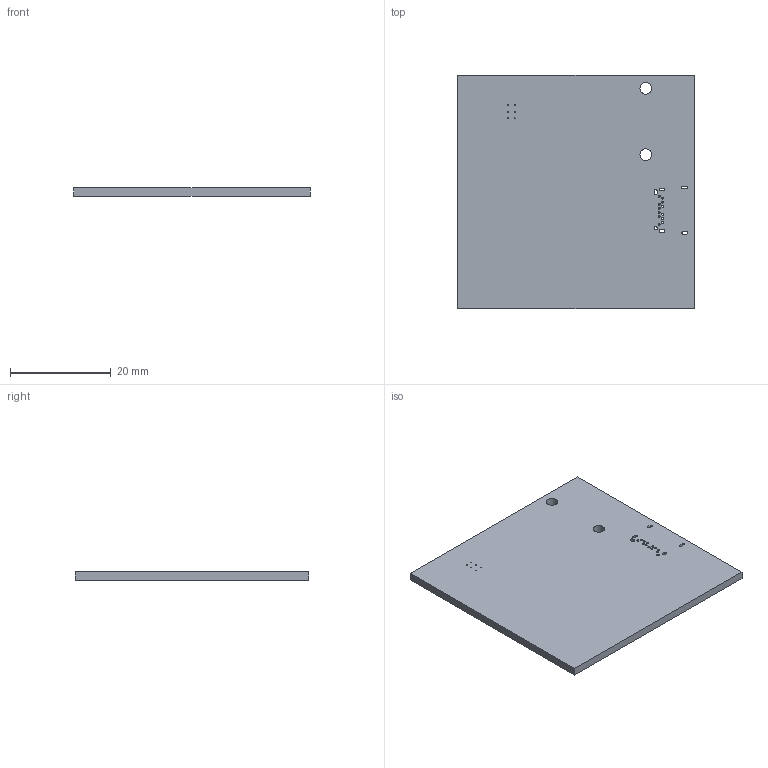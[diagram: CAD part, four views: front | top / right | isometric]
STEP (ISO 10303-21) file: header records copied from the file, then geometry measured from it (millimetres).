
FILE_DESCRIPTION(('KiCad electronic assembly'),'2;1');
FILE_NAME('BlackPanda.step','2022-06-01T06:56:49',('Pcbnew'),('Kicad'), 'Open CASCADE STEP processor 7.6','KiCad to STEP converter','Unknown' );
FILE_SCHEMA(('AUTOMOTIVE_DESIGN { 1 0 10303 214 1 1 1 1 }'));
Length unit declared in the file: millimetre
Products named in the file (2): BlackPanda 1; BlackPanda PCB
Assembly tree (1 placements, depth 2):
  BlackPanda 1
    BlackPanda PCB
Bounding box: 46.89 x 46.27 x 1.6 mm (x, y, z)
Volume: 3450.6 mm3; surface area: 4690.6 mm2
Topology: 1 solids, 1 shells, 47 faces, 135 edges, 90 vertices
Faces by surface type: cylinder 31, plane 16
Full cylindrical faces by diameter (mm): 0.2 x6, 0.4 x12, 0.65 x1, 2.3 x2
Entity records: 3663 total; most frequent: CARTESIAN_POINT 916, DIRECTION 503, LINE 281, VECTOR 281, ORIENTED_EDGE 270, PCURVE 270, DEFINITIONAL_REPRESENTATION 270, EDGE_CURVE 135
